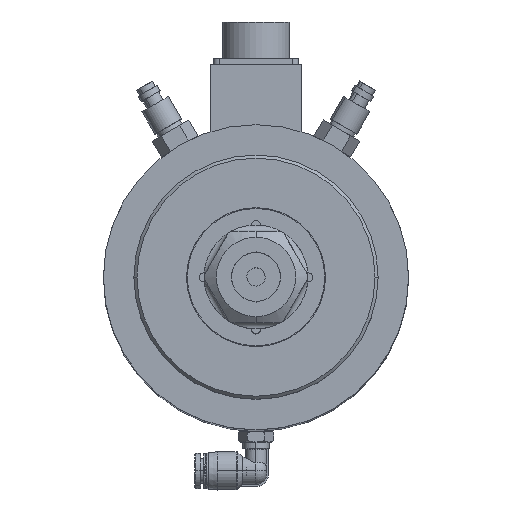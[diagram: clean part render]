
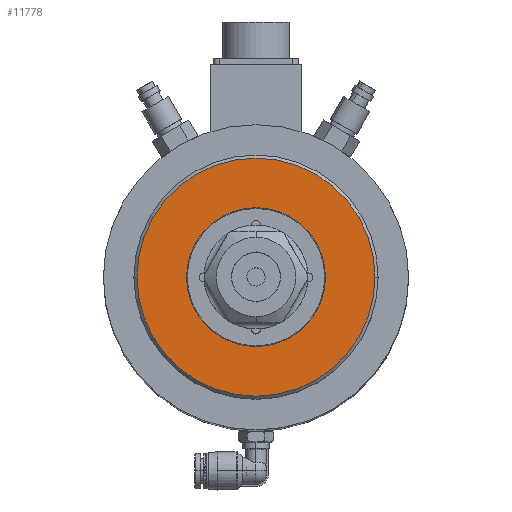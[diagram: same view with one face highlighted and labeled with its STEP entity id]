
A CAD part, top view. The second image highlights one B-rep face of the part: STEP entity #11778.
In plain terms, the highlighted planar face has unit normal (0, 0, 1).
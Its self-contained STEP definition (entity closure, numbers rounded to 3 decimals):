
#199 = AXIS2_PLACEMENT_3D ( 'NONE', #9267, #660, #7172 ) ;
#660 = DIRECTION ( 'NONE',  ( 0., 0., -1. ) ) ;
#1177 = DIRECTION ( 'NONE',  ( 0., 0., -1. ) ) ;
#1541 = ORIENTED_EDGE ( 'NONE', *, *, #4159, .T. ) ;
#1857 = CARTESIAN_POINT ( 'NONE',  ( 0., 0., 9. ) ) ;
#2054 = CARTESIAN_POINT ( 'NONE',  ( 39., 0., 9. ) ) ;
#2964 = DIRECTION ( 'NONE',  ( 0., 0., -1. ) ) ;
#3106 = VERTEX_POINT ( 'NONE', #4247 ) ;
#3435 = CARTESIAN_POINT ( 'NONE',  ( 0., 0., 9. ) ) ;
#3981 = CARTESIAN_POINT ( 'NONE',  ( -39., 0., 9. ) ) ;
#4029 = VERTEX_POINT ( 'NONE', #7942 ) ;
#4151 = VERTEX_POINT ( 'NONE', #3981 ) ;
#4159 = EDGE_CURVE ( 'NONE', #3106, #4029, #11905, .T. ) ;
#4247 = CARTESIAN_POINT ( 'NONE',  ( -22.75, 0., 9. ) ) ;
#5340 = EDGE_CURVE ( 'NONE', #7960, #4151, #13584, .T. ) ;
#5820 = AXIS2_PLACEMENT_3D ( 'NONE', #9774, #1177, #13050 ) ;
#6100 = DIRECTION ( 'NONE',  ( 1., 0., 0. ) ) ;
#6115 = DIRECTION ( 'NONE',  ( 0., 0., 1. ) ) ;
#6298 = DIRECTION ( 'NONE',  ( 1., 0., 0. ) ) ;
#6646 = DIRECTION ( 'NONE',  ( 0., 0., -1. ) ) ;
#6959 = AXIS2_PLACEMENT_3D ( 'NONE', #1857, #6115, #6298 ) ;
#7172 = DIRECTION ( 'NONE',  ( 1., 0., 0. ) ) ;
#7177 = EDGE_LOOP ( 'NONE', ( #10321, #9060 ) ) ;
#7942 = CARTESIAN_POINT ( 'NONE',  ( 22.75, 0., 9. ) ) ;
#7960 = VERTEX_POINT ( 'NONE', #2054 ) ;
#8334 = AXIS2_PLACEMENT_3D ( 'NONE', #13601, #2964, #6100 ) ;
#8663 = FACE_OUTER_BOUND ( 'NONE', #7177, .T. ) ;
#8962 = DIRECTION ( 'NONE',  ( -1., 0., 0. ) ) ;
#9060 = ORIENTED_EDGE ( 'NONE', *, *, #5340, .F. ) ;
#9267 = CARTESIAN_POINT ( 'NONE',  ( 0., 0., 9. ) ) ;
#9552 = CIRCLE ( 'NONE', #9735, 39. ) ;
#9735 = AXIS2_PLACEMENT_3D ( 'NONE', #3435, #6646, #8962 ) ;
#9774 = CARTESIAN_POINT ( 'NONE',  ( 0., 0., 9. ) ) ;
#10321 = ORIENTED_EDGE ( 'NONE', *, *, #10412, .F. ) ;
#10412 = EDGE_CURVE ( 'NONE', #4151, #7960, #9552, .T. ) ;
#11434 = EDGE_LOOP ( 'NONE', ( #12532, #1541 ) ) ;
#11626 = PLANE ( 'NONE',  #6959 ) ;
#11778 = ADVANCED_FACE ( 'NONE', ( #8663, #12193 ), #11626, .T. ) ;
#11905 = CIRCLE ( 'NONE', #199, 22.75 ) ;
#12130 = EDGE_CURVE ( 'NONE', #4029, #3106, #12496, .T. ) ;
#12193 = FACE_BOUND ( 'NONE', #11434, .T. ) ;
#12496 = CIRCLE ( 'NONE', #8334, 22.75 ) ;
#12532 = ORIENTED_EDGE ( 'NONE', *, *, #12130, .T. ) ;
#13050 = DIRECTION ( 'NONE',  ( -1., 0., 0. ) ) ;
#13584 = CIRCLE ( 'NONE', #5820, 39. ) ;
#13601 = CARTESIAN_POINT ( 'NONE',  ( 0., 0., 9. ) ) ;
